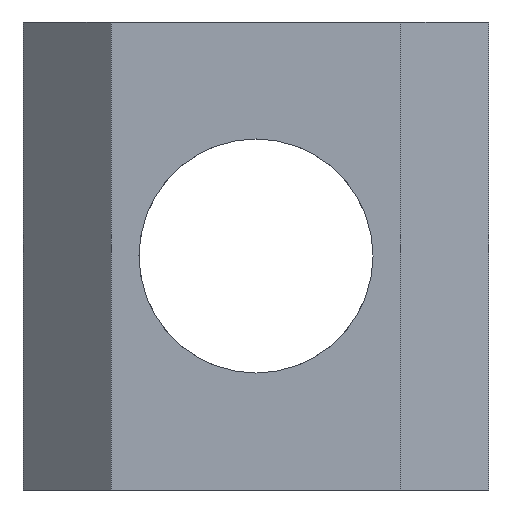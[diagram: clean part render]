
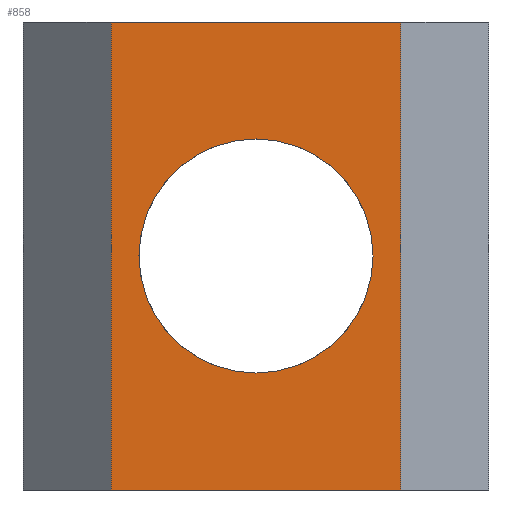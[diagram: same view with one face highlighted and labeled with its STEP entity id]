
A CAD part, front view. The second image highlights one B-rep face of the part: STEP entity #858.
In plain terms, the highlighted planar face has unit normal (0, -1, 0).
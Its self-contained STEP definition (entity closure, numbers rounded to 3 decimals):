
#457=CIRCLE('',#821,4.);
#492=ORIENTED_EDGE('',*,*,#675,.T.);
#493=ORIENTED_EDGE('',*,*,#676,.T.);
#494=ORIENTED_EDGE('',*,*,#677,.F.);
#495=ORIENTED_EDGE('',*,*,#661,.T.);
#496=ORIENTED_EDGE('',*,*,#669,.F.);
#556=VECTOR('',#744,1.);
#565=VECTOR('',#771,1.);
#566=VECTOR('',#772,1.);
#567=VECTOR('',#773,1.);
#594=LINE('',#894,#556);
#603=LINE('',#922,#565);
#604=LINE('',#924,#566);
#605=LINE('',#925,#567);
#631=VERTEX_POINT('',#891);
#632=VERTEX_POINT('',#893);
#637=VERTEX_POINT('',#909);
#642=VERTEX_POINT('',#921);
#643=VERTEX_POINT('',#923);
#661=EDGE_CURVE('',#632,#631,#594,.T.);
#669=EDGE_CURVE('',#637,#637,#457,.T.);
#675=EDGE_CURVE('',#631,#642,#603,.T.);
#676=EDGE_CURVE('',#642,#643,#604,.T.);
#677=EDGE_CURVE('',#632,#643,#605,.T.);
#701=EDGE_LOOP('',(#492,#493,#494,#495));
#702=EDGE_LOOP('',(#496));
#719=FACE_BOUND('',#701,.T.);
#720=FACE_BOUND('',#702,.T.);
#744=DIRECTION('',(9.9,0.,0.));
#759=DIRECTION('',(0.,-1.,0.));
#760=DIRECTION('',(4.,0.,0.));
#769=DIRECTION('',(0.,-1.,0.));
#770=DIRECTION('',(-1.,0.,0.));
#771=DIRECTION('',(0.,0.,16.));
#772=DIRECTION('',(-9.9,0.,0.));
#773=DIRECTION('',(0.,0.,16.));
#821=AXIS2_PLACEMENT_3D('',#910,#759,#760);
#825=AXIS2_PLACEMENT_3D('',#920,#769,#770);
#842=PLANE('',#825);
#858=ADVANCED_FACE('',(#719,#720),#842,.T.);
#891=CARTESIAN_POINT('',(4.95,-6.,0.));
#893=CARTESIAN_POINT('',(-4.95,-6.,0.));
#894=CARTESIAN_POINT('',(-4.95,-6.,0.));
#909=CARTESIAN_POINT('',(4.,-6.,8.));
#910=CARTESIAN_POINT('',(0.,-6.,8.));
#920=CARTESIAN_POINT('',(4.95,-6.,0.));
#921=CARTESIAN_POINT('',(4.95,-6.,16.));
#922=CARTESIAN_POINT('',(4.95,-6.,0.));
#923=CARTESIAN_POINT('',(-4.95,-6.,16.));
#924=CARTESIAN_POINT('',(4.95,-6.,16.));
#925=CARTESIAN_POINT('',(-4.95,-6.,0.));
